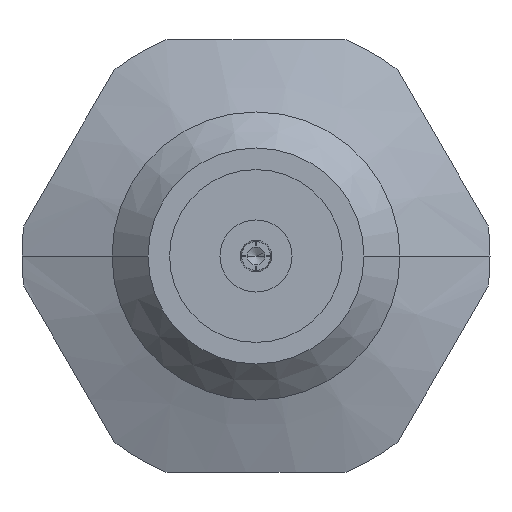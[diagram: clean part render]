
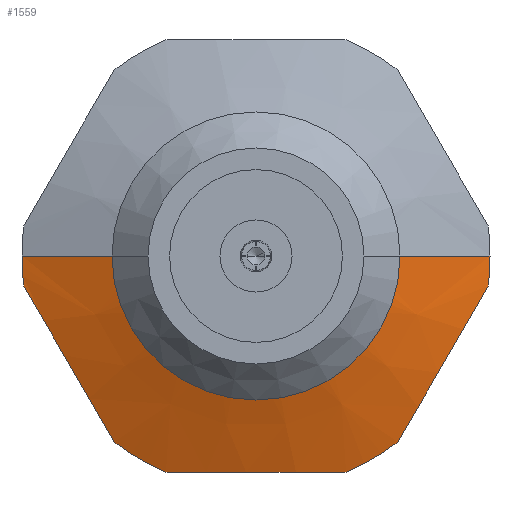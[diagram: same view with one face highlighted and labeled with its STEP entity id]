
A CAD part, left-side view. The second image highlights one B-rep face of the part: STEP entity #1559.
In plain terms, the highlighted conical face has half-angle 70 degrees and reference radius 2.375 mm.
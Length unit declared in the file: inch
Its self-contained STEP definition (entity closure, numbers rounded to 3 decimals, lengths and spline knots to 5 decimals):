
#25 = EDGE_CURVE ( 'NONE', #1075, #917, #1367, .T. ) ;
#30 = CIRCLE ( 'NONE', #67, 0.12795 ) ;
#38 = CARTESIAN_POINT ( 'NONE',  ( 0.02508, 0.12689, -0.01644 ) ) ;
#64 = CARTESIAN_POINT ( 'NONE',  ( 0.02442, -0.08003, -0.0976 ) ) ;
#67 = AXIS2_PLACEMENT_3D ( 'NONE', #1609, #1065, #857 ) ;
#70 = B_SPLINE_CURVE_WITH_KNOTS ( 'NONE', 3,
 ( #1977, #1284, #1262, #261, #1133, #1655, #436, #240, #1957, #791 ),
 .UNSPECIFIED., .F., .F.,
 ( 4, 1, 1, 1, 1, 1, 1, 4 ),
 ( 0., 0.14286, 0.28571, 0.42857, 0.57143, 0.71429, 0.85714, 1. ),
 .UNSPECIFIED. ) ;
#76 = VERTEX_POINT ( 'NONE', #426 ) ;
#90 = DIRECTION ( 'NONE',  ( 0., 1., 0. ) ) ;
#121 = DIRECTION ( 'NONE',  ( 1., 0., 0. ) ) ;
#137 = CARTESIAN_POINT ( 'NONE',  ( 0.02508, 0.12689, -0.01644 ) ) ;
#149 = CARTESIAN_POINT ( 'NONE',  ( 0.02208, 0.09173, -0.07733 ) ) ;
#155 = DIRECTION ( 'NONE',  ( 0., -1., 0. ) ) ;
#163 = ORIENTED_EDGE ( 'NONE', *, *, #1119, .T. ) ;
#180 = AXIS2_PLACEMENT_3D ( 'NONE', #1304, #2007, #333 ) ;
#240 = CARTESIAN_POINT ( 'NONE',  ( 0.02326, -0.0351, -0.11811 ) ) ;
#241 = CARTESIAN_POINT ( 'NONE',  ( 0.02147, -0.09876, -0.06515 ) ) ;
#261 = CARTESIAN_POINT ( 'NONE',  ( 0.02208, 0.0211, -0.11811 ) ) ;
#277 = CARTESIAN_POINT ( 'NONE',  ( 0.01254, 0., 0. ) ) ;
#297 = LINE ( 'NONE', #1320, #1130 ) ;
#319 = AXIS2_PLACEMENT_3D ( 'NONE', #277, #616, #155 ) ;
#333 = DIRECTION ( 'NONE',  ( 0., -0.992, 0.128 ) ) ;
#394 = CARTESIAN_POINT ( 'NONE',  ( 0.02326, -0.11984, -0.02865 ) ) ;
#426 = CARTESIAN_POINT ( 'NONE',  ( 0., 0.05906, 0. ) ) ;
#436 = CARTESIAN_POINT ( 'NONE',  ( 0.02208, -0.02111, -0.11811 ) ) ;
#440 = DIRECTION ( 'NONE',  ( 0., 0.607, -0.795 ) ) ;
#466 = CARTESIAN_POINT ( 'NONE',  ( 0.02326, 0.11984, -0.02866 ) ) ;
#480 = VERTEX_POINT ( 'NONE', #1883 ) ;
#496 = CARTESIAN_POINT ( 'NONE',  ( 0.02147, 0.09876, -0.06516 ) ) ;
#505 = VERTEX_POINT ( 'NONE', #527 ) ;
#527 = CARTESIAN_POINT ( 'NONE',  ( 0., -0.05906, 0. ) ) ;
#594 = CIRCLE ( 'NONE', #1309, 0.05906 ) ;
#596 = CIRCLE ( 'NONE', #883, 0.12795 ) ;
#604 = EDGE_CURVE ( 'NONE', #1712, #1281, #70, .T. ) ;
#608 = CARTESIAN_POINT ( 'NONE',  ( 0.02508, 0.12795, 0. ) ) ;
#616 = DIRECTION ( 'NONE',  ( 1., 0., 0. ) ) ;
#647 = CARTESIAN_POINT ( 'NONE',  ( 0.02508, 0.07768, -0.10167 ) ) ;
#741 = CARTESIAN_POINT ( 'NONE',  ( 0.02208, -0.09173, -0.07733 ) ) ;
#743 = ORIENTED_EDGE ( 'NONE', *, *, #1201, .T. ) ;
#779 = CARTESIAN_POINT ( 'NONE',  ( 0.02508, -0.07768, -0.10167 ) ) ;
#787 = EDGE_CURVE ( 'NONE', #505, #1918, #297, .T. ) ;
#790 = CARTESIAN_POINT ( 'NONE',  ( 0.02147, 0.10581, -0.05296 ) ) ;
#791 = CARTESIAN_POINT ( 'NONE',  ( 0.02508, -0.04921, -0.11811 ) ) ;
#857 = DIRECTION ( 'NONE',  ( 0., -0.385, -0.923 ) ) ;
#883 = AXIS2_PLACEMENT_3D ( 'NONE', #1995, #1663, #440 ) ;
#917 = VERTEX_POINT ( 'NONE', #1052 ) ;
#919 = CARTESIAN_POINT ( 'NONE',  ( 0.02508, 0., 0. ) ) ;
#931 = LINE ( 'NONE', #1272, #1032 ) ;
#955 = CIRCLE ( 'NONE', #180, 0.12795 ) ;
#990 = VERTEX_POINT ( 'NONE', #38 ) ;
#993 = FACE_OUTER_BOUND ( 'NONE', #1788, .T. ) ;
#1013 = EDGE_CURVE ( 'NONE', #2133, #990, #2181, .T. ) ;
#1032 = VECTOR ( 'NONE', #1622, 39.37008 ) ;
#1052 = CARTESIAN_POINT ( 'NONE',  ( 0.02508, -0.12689, -0.01644 ) ) ;
#1062 = AXIS2_PLACEMENT_3D ( 'NONE', #919, #1986, #90 ) ;
#1064 = ORIENTED_EDGE ( 'NONE', *, *, #25, .T. ) ;
#1065 = DIRECTION ( 'NONE',  ( -1., 0., 0. ) ) ;
#1069 = CARTESIAN_POINT ( 'NONE',  ( 0.02208, -0.11284, -0.04078 ) ) ;
#1075 = VERTEX_POINT ( 'NONE', #779 ) ;
#1119 = EDGE_CURVE ( 'NONE', #76, #2133, #931, .T. ) ;
#1130 = VECTOR ( 'NONE', #1190, 39.37008 ) ;
#1133 = CARTESIAN_POINT ( 'NONE',  ( 0.02147, 0.00704, -0.11811 ) ) ;
#1136 = ORIENTED_EDGE ( 'NONE', *, *, #1013, .T. ) ;
#1145 = CARTESIAN_POINT ( 'NONE',  ( 0.02326, 0.08473, -0.08946 ) ) ;
#1190 = DIRECTION ( 'NONE',  ( 0.342, -0.94, 0. ) ) ;
#1201 = EDGE_CURVE ( 'NONE', #990, #480, #2076, .T. ) ;
#1228 = ORIENTED_EDGE ( 'NONE', *, *, #1661, .T. ) ;
#1237 = EDGE_CURVE ( 'NONE', #1918, #917, #955, .T. ) ;
#1262 = CARTESIAN_POINT ( 'NONE',  ( 0.02326, 0.0351, -0.11811 ) ) ;
#1272 = CARTESIAN_POINT ( 'NONE',  ( 0.01254, 0.0935, 0. ) ) ;
#1281 = VERTEX_POINT ( 'NONE', #1714 ) ;
#1284 = CARTESIAN_POINT ( 'NONE',  ( 0.02442, 0.0445, -0.11811 ) ) ;
#1304 = CARTESIAN_POINT ( 'NONE',  ( 0.02508, 0., 0. ) ) ;
#1309 = AXIS2_PLACEMENT_3D ( 'NONE', #2202, #121, #1821 ) ;
#1320 = CARTESIAN_POINT ( 'NONE',  ( 0.01254, -0.0935, 0. ) ) ;
#1364 = ORIENTED_EDGE ( 'NONE', *, *, #787, .F. ) ;
#1366 = EDGE_CURVE ( 'NONE', #505, #76, #594, .T. ) ;
#1367 = B_SPLINE_CURVE_WITH_KNOTS ( 'NONE', 3,
 ( #1808, #64, #1786, #741, #241, #1615, #1069, #394, #1441, #1787 ),
 .UNSPECIFIED., .F., .F.,
 ( 4, 1, 1, 1, 1, 1, 1, 4 ),
 ( 0., 0.14286, 0.28571, 0.42857, 0.57143, 0.71429, 0.85714, 1. ),
 .UNSPECIFIED. ) ;
#1441 = CARTESIAN_POINT ( 'NONE',  ( 0.02442, -0.12454, -0.02051 ) ) ;
#1494 = CARTESIAN_POINT ( 'NONE',  ( 0.02442, 0.12454, -0.02051 ) ) ;
#1559 = ADVANCED_FACE ( 'NONE', ( #993 ), #2075, .T. ) ;
#1609 = CARTESIAN_POINT ( 'NONE',  ( 0.02508, 0., 0. ) ) ;
#1615 = CARTESIAN_POINT ( 'NONE',  ( 0.02147, -0.10581, -0.05295 ) ) ;
#1619 = ORIENTED_EDGE ( 'NONE', *, *, #1366, .T. ) ;
#1622 = DIRECTION ( 'NONE',  ( 0.342, 0.94, 0. ) ) ;
#1655 = CARTESIAN_POINT ( 'NONE',  ( 0.02147, -0.00705, -0.11811 ) ) ;
#1661 = EDGE_CURVE ( 'NONE', #1281, #1075, #30, .T. ) ;
#1663 = DIRECTION ( 'NONE',  ( -1., 0., 0. ) ) ;
#1706 = CARTESIAN_POINT ( 'NONE',  ( 0.02508, 0.04921, -0.11811 ) ) ;
#1712 = VERTEX_POINT ( 'NONE', #1706 ) ;
#1714 = CARTESIAN_POINT ( 'NONE',  ( 0.02508, -0.04921, -0.11811 ) ) ;
#1770 = ORIENTED_EDGE ( 'NONE', *, *, #1803, .T. ) ;
#1786 = CARTESIAN_POINT ( 'NONE',  ( 0.02326, -0.08474, -0.08945 ) ) ;
#1787 = CARTESIAN_POINT ( 'NONE',  ( 0.02508, -0.12689, -0.01644 ) ) ;
#1788 = EDGE_LOOP ( 'NONE', ( #1619, #163, #1136, #743, #1770, #2140, #1228, #1064, #1885, #1364 ) ) ;
#1803 = EDGE_CURVE ( 'NONE', #480, #1712, #596, .T. ) ;
#1808 = CARTESIAN_POINT ( 'NONE',  ( 0.02508, -0.07768, -0.10167 ) ) ;
#1821 = DIRECTION ( 'NONE',  ( 0., 1., 0. ) ) ;
#1860 = CARTESIAN_POINT ( 'NONE',  ( 0.02208, 0.11284, -0.04078 ) ) ;
#1883 = CARTESIAN_POINT ( 'NONE',  ( 0.02508, 0.07768, -0.10167 ) ) ;
#1885 = ORIENTED_EDGE ( 'NONE', *, *, #1237, .F. ) ;
#1918 = VERTEX_POINT ( 'NONE', #2196 ) ;
#1957 = CARTESIAN_POINT ( 'NONE',  ( 0.02442, -0.0445, -0.11811 ) ) ;
#1977 = CARTESIAN_POINT ( 'NONE',  ( 0.02508, 0.04921, -0.11811 ) ) ;
#1986 = DIRECTION ( 'NONE',  ( -1., 0., 0. ) ) ;
#1995 = CARTESIAN_POINT ( 'NONE',  ( 0.02508, 0., 0. ) ) ;
#2007 = DIRECTION ( 'NONE',  ( 1., 0., 0. ) ) ;
#2075 = CONICAL_SURFACE ( 'NONE', #319, 0.0935, 1.222 ) ;
#2076 = B_SPLINE_CURVE_WITH_KNOTS ( 'NONE', 3,
 ( #137, #1494, #466, #1860, #790, #496, #149, #1145, #2169, #647 ),
 .UNSPECIFIED., .F., .F.,
 ( 4, 1, 1, 1, 1, 1, 1, 4 ),
 ( 0., 0.14286, 0.28571, 0.42857, 0.57143, 0.71429, 0.85714, 1. ),
 .UNSPECIFIED. ) ;
#2133 = VERTEX_POINT ( 'NONE', #608 ) ;
#2140 = ORIENTED_EDGE ( 'NONE', *, *, #604, .T. ) ;
#2169 = CARTESIAN_POINT ( 'NONE',  ( 0.02442, 0.08003, -0.0976 ) ) ;
#2181 = CIRCLE ( 'NONE', #1062, 0.12795 ) ;
#2196 = CARTESIAN_POINT ( 'NONE',  ( 0.02508, -0.12795, 0. ) ) ;
#2202 = CARTESIAN_POINT ( 'NONE',  ( 0., 0., 0. ) ) ;
